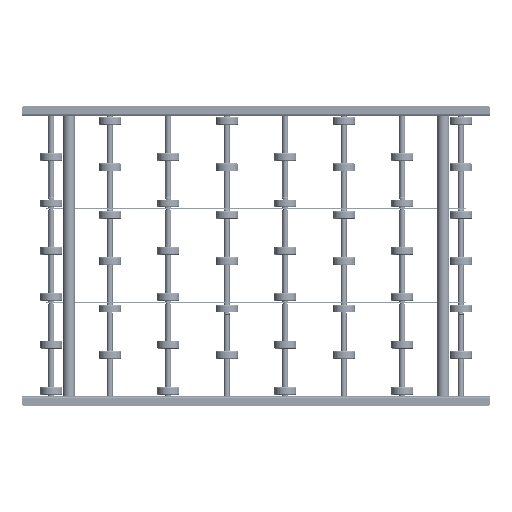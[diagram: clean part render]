
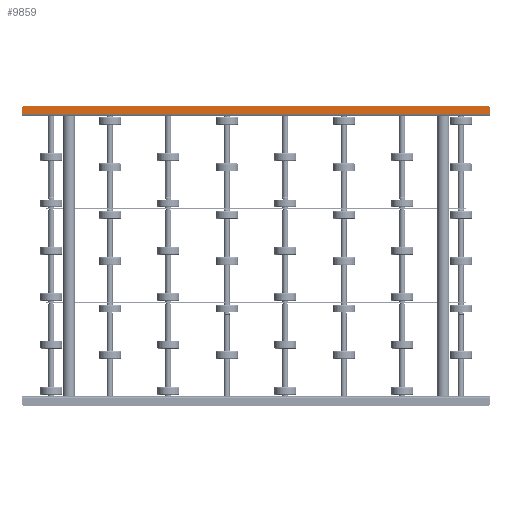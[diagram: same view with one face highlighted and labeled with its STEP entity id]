
A CAD part, front view. The second image highlights one B-rep face of the part: STEP entity #9859.
In plain terms, the highlighted planar face has unit normal (0, -1, 0).
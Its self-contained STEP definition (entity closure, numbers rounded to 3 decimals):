
#196 = ORIENTED_EDGE ( 'NONE', *, *, #2086, .T. ) ;
#474 = VERTEX_POINT ( 'NONE', #6945 ) ;
#575 = AXIS2_PLACEMENT_3D ( 'NONE', #18481, #20003, #6114 ) ;
#1519 = ORIENTED_EDGE ( 'NONE', *, *, #19566, .F. ) ;
#2086 = EDGE_CURVE ( 'NONE', #4282, #19296, #4670, .T. ) ;
#2825 = DIRECTION ( 'NONE',  ( 1., 0., 0. ) ) ;
#3143 = ORIENTED_EDGE ( 'NONE', *, *, #13711, .T. ) ;
#3212 = LINE ( 'NONE', #14311, #16348 ) ;
#3720 = AXIS2_PLACEMENT_3D ( 'NONE', #12256, #22647, #13794 ) ;
#4282 = VERTEX_POINT ( 'NONE', #21083 ) ;
#4670 = CIRCLE ( 'NONE', #575, 4. ) ;
#5255 = VECTOR ( 'NONE', #17686, 1000. ) ;
#5256 = CARTESIAN_POINT ( 'NONE',  ( 4., -70., 16. ) ) ;
#5400 = CARTESIAN_POINT ( 'NONE',  ( 0., -70., 16. ) ) ;
#6114 = DIRECTION ( 'NONE',  ( 0., 0., -1. ) ) ;
#6579 = VERTEX_POINT ( 'NONE', #5400 ) ;
#6688 = ORIENTED_EDGE ( 'NONE', *, *, #13241, .T. ) ;
#6760 = CIRCLE ( 'NONE', #7511, 4. ) ;
#6945 = CARTESIAN_POINT ( 'NONE',  ( 1000., -70., 4. ) ) ;
#7511 = AXIS2_PLACEMENT_3D ( 'NONE', #5256, #12580, #10479 ) ;
#7557 = VERTEX_POINT ( 'NONE', #20617 ) ;
#8664 = VECTOR ( 'NONE', #18093, 1000. ) ;
#9023 = EDGE_CURVE ( 'NONE', #4282, #474, #3212, .T. ) ;
#9517 = VERTEX_POINT ( 'NONE', #20946 ) ;
#9859 = ADVANCED_FACE ( 'NONE', ( #15544 ), #11917, .T. ) ;
#10445 = DIRECTION ( 'NONE',  ( 0., 0., -1. ) ) ;
#10479 = DIRECTION ( 'NONE',  ( 0., 0., -1. ) ) ;
#10554 = LINE ( 'NONE', #19093, #5255 ) ;
#10863 = VECTOR ( 'NONE', #2825, 1000. ) ;
#10960 = CARTESIAN_POINT ( 'NONE',  ( 0., -70., 20. ) ) ;
#11917 = PLANE ( 'NONE',  #3720 ) ;
#12256 = CARTESIAN_POINT ( 'NONE',  ( 0., -70., 0. ) ) ;
#12580 = DIRECTION ( 'NONE',  ( 0., -1., 0. ) ) ;
#12796 = EDGE_CURVE ( 'NONE', #7557, #6579, #21262, .T. ) ;
#13241 = EDGE_CURVE ( 'NONE', #9517, #6579, #6760, .T. ) ;
#13711 = EDGE_CURVE ( 'NONE', #7557, #474, #18593, .T. ) ;
#13794 = DIRECTION ( 'NONE',  ( 0., 0., -1. ) ) ;
#14311 = CARTESIAN_POINT ( 'NONE',  ( 1000., -70., 2. ) ) ;
#15544 = FACE_OUTER_BOUND ( 'NONE', #21102, .T. ) ;
#16348 = VECTOR ( 'NONE', #10445, 1000. ) ;
#17686 = DIRECTION ( 'NONE',  ( 1., 0., 0. ) ) ;
#18093 = DIRECTION ( 'NONE',  ( 0., 0., 1. ) ) ;
#18481 = CARTESIAN_POINT ( 'NONE',  ( 996., -70., 16. ) ) ;
#18593 = LINE ( 'NONE', #20580, #10863 ) ;
#18615 = ORIENTED_EDGE ( 'NONE', *, *, #12796, .F. ) ;
#19093 = CARTESIAN_POINT ( 'NONE',  ( 1000., -70., 20. ) ) ;
#19296 = VERTEX_POINT ( 'NONE', #21450 ) ;
#19566 = EDGE_CURVE ( 'NONE', #9517, #19296, #10554, .T. ) ;
#20003 = DIRECTION ( 'NONE',  ( 0., -1., 0. ) ) ;
#20580 = CARTESIAN_POINT ( 'NONE',  ( 0., -70., 4. ) ) ;
#20617 = CARTESIAN_POINT ( 'NONE',  ( 0., -70., 4. ) ) ;
#20946 = CARTESIAN_POINT ( 'NONE',  ( 4., -70., 20. ) ) ;
#21083 = CARTESIAN_POINT ( 'NONE',  ( 1000., -70., 16. ) ) ;
#21102 = EDGE_LOOP ( 'NONE', ( #22385, #196, #1519, #6688, #18615, #3143 ) ) ;
#21262 = LINE ( 'NONE', #10960, #8664 ) ;
#21450 = CARTESIAN_POINT ( 'NONE',  ( 996., -70., 20. ) ) ;
#22385 = ORIENTED_EDGE ( 'NONE', *, *, #9023, .F. ) ;
#22647 = DIRECTION ( 'NONE',  ( 0., -1., 0. ) ) ;
